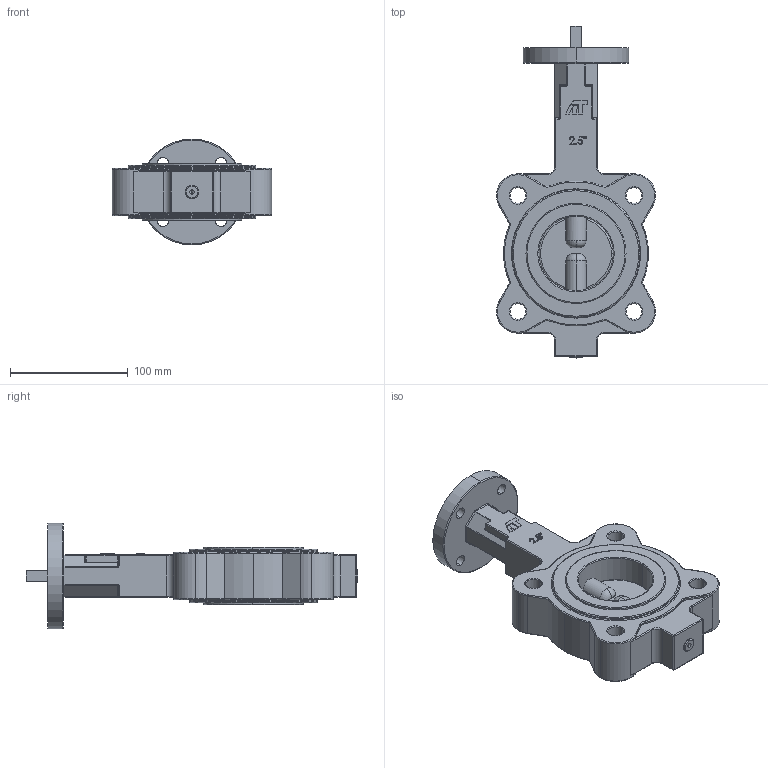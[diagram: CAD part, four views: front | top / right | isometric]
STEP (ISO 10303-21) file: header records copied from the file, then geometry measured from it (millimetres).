
FILE_DESCRIPTION (( 'STEP AP214' ), '1' );
FILE_NAME ('OS-L1-0250-XXX.step', '2019-08-12T18:27:37', ( '' ), ( '' ), 'SwSTEP 2.0', 'SolidWorks 2019', '' );
FILE_SCHEMA (( 'AUTOMOTIVE_DESIGN' ));
Length unit declared in the file: inch
Products named in the file (9): 25159; 25108; 25160; 25119; OS-L1-0250-XXX
Assembly tree (4 placements, depth 2):
  25159
  25119
  25108
  25160
  OS-L1-0250-XXX
    25119
    25160
    25159
    25108
Bounding box: 135.49 x 282.42 x 89.99 mm (x, y, z)
Volume: 772464.7 mm3; surface area: 137993.1 mm2
Topology: 4 solids, 4 shells, 397 faces, 965 edges, 574 vertices
Faces by surface type: cylinder 153, plane 102, torus 96, bspline 30, sphere 12, cone 4
Entity records: 13760 total; most frequent: CARTESIAN_POINT 4048, DIRECTION 2040, ORIENTED_EDGE 1898, EDGE_CURVE 949, AXIS2_PLACEMENT_3D 817, VERTEX_POINT 574, CIRCLE 442, EDGE_LOOP 433
